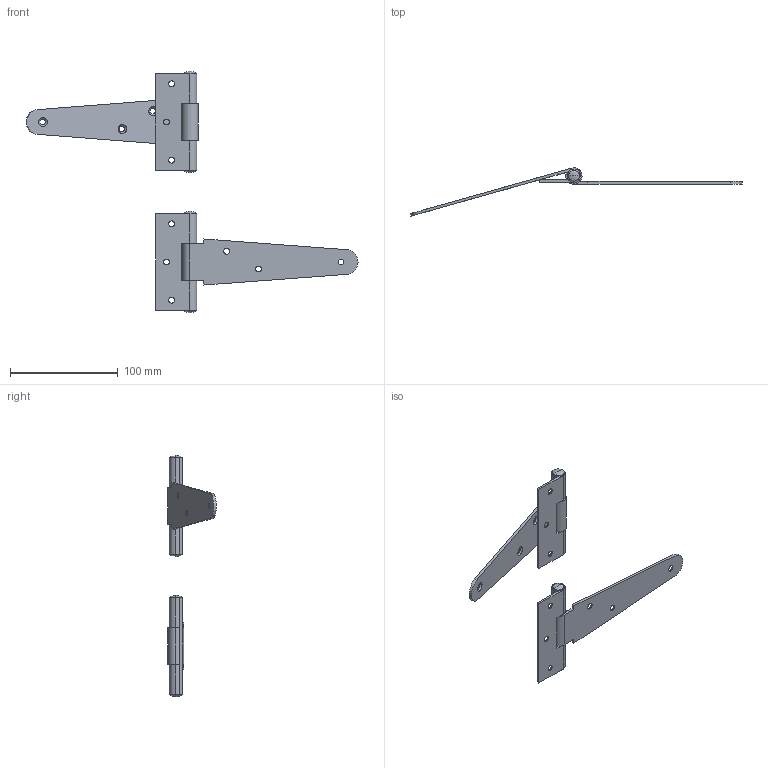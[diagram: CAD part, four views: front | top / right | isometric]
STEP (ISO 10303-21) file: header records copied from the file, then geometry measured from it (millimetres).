
FILE_DESCRIPTION (( 'STEP AP214' ), '1' );
FILE_NAME ('02220 Strap Hinge Galvanised 150mm 2.5mm Thick.STEP', '2025-05-27T03:23:09', ( '' ), ( '' ), 'SwSTEP 2.0', 'SolidWorks 2025', '' );
FILE_SCHEMA (( 'AUTOMOTIVE_DESIGN' ));
Length unit declared in the file: millimetre
Products named in the file (4): 02220 Strap Hinge Galvanised 150mm 2.5mm Thick; Strap Hinge Pin; Strap Hinge Part B; Strap Hinge Part A
Assembly tree (6 placements, depth 2):
  02220 Strap Hinge Galvanised 150mm 2.5mm Thick
    Strap Hinge Part A  x2
    Strap Hinge Part B  x2
    Strap Hinge Pin  x2
Bounding box: 308.19 x 44.99 x 224 mm (x, y, z)
Volume: 64377.7 mm3; surface area: 50742.7 mm2
Topology: 6 solids, 6 shells, 140 faces, 360 edges, 236 vertices
Faces by surface type: cylinder 66, plane 42, cone 24, sphere 8
Entity records: 2335 total; most frequent: DIRECTION 428, CARTESIAN_POINT 377, ORIENTED_EDGE 360, EDGE_CURVE 180, AXIS2_PLACEMENT_3D 169, VERTEX_POINT 118, CIRCLE 90, VECTOR 90
